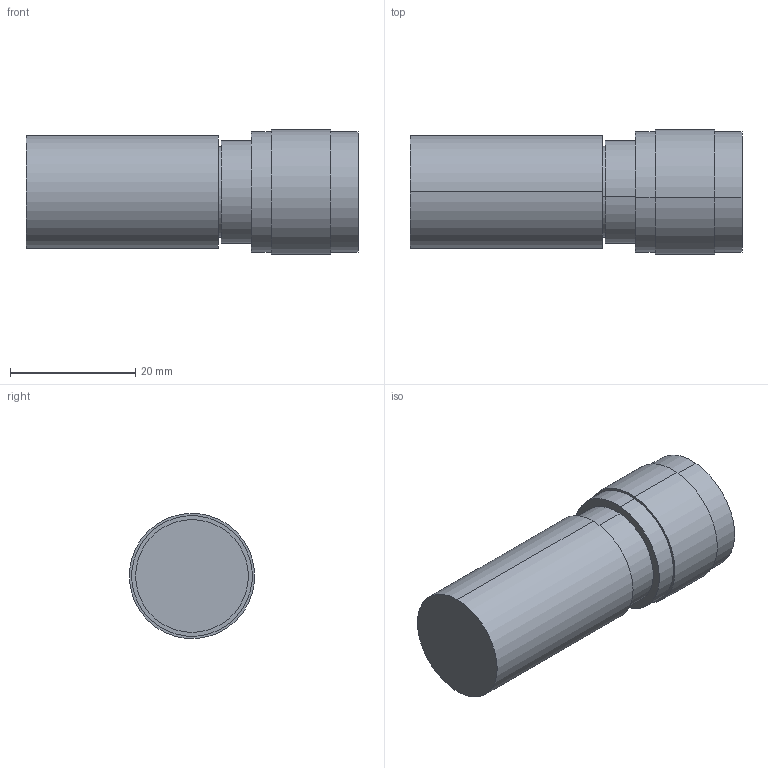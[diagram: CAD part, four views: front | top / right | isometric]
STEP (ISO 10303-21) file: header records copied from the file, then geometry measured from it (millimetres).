
FILE_DESCRIPTION (( 'STEP AP214' ), '1' );
FILE_NAME ('FMTR1132_3D.step', '2023-02-01T19:15:17', ( '' ), ( '' ), 'SwSTEP 2.0', 'SolidWorks 2022', '' );
FILE_SCHEMA (( 'AUTOMOTIVE_DESIGN' ));
Length unit declared in the file: inch
Products named in the file (3): FMTR1132_3D; N MALE_TS5G-A; TS5G-A
Assembly tree (2 placements, depth 2):
  FMTR1132_3D
    TS5G-A
    N MALE_TS5G-A
Bounding box: 52.99 x 19.95 x 19.95 mm (x, y, z)
Volume: 12324.4 mm3; surface area: 5466.1 mm2
Topology: 2 solids, 2 shells, 92 faces, 180 edges, 100 vertices
Faces by surface type: cylinder 40, cone 40, plane 12
Entity records: 2513 total; most frequent: DIRECTION 474, CARTESIAN_POINT 377, ORIENTED_EDGE 360, AXIS2_PLACEMENT_3D 197, EDGE_CURVE 180, CIRCLE 100, EDGE_LOOP 100, VERTEX_POINT 100
